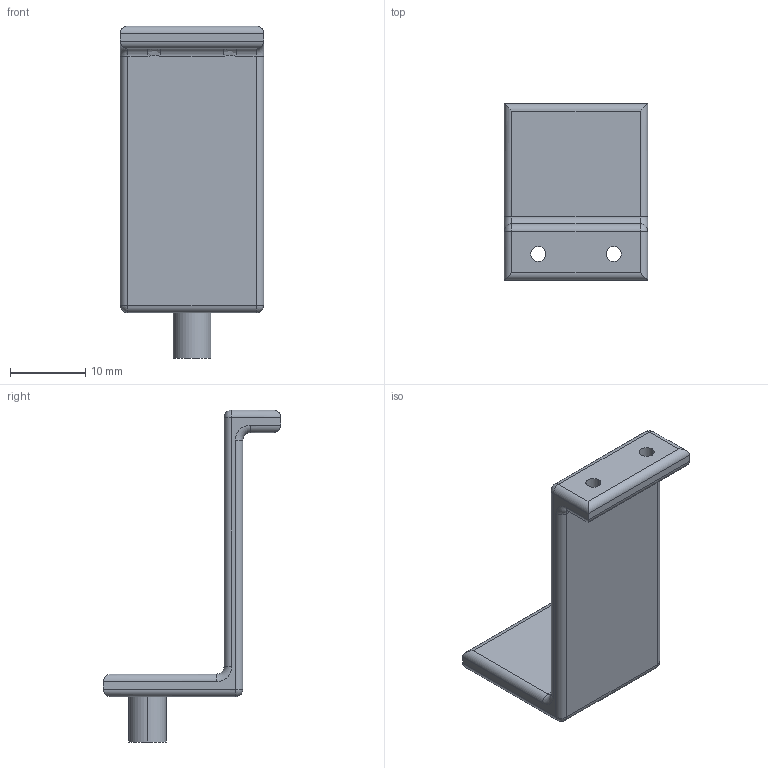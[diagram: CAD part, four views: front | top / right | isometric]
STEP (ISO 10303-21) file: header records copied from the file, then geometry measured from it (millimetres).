
FILE_DESCRIPTION (( 'STEP AP203' ), '1' );
FILE_NAME ('arm_connectorV2 modified_Default_sldprt.STEP', '2021-10-27T16:36:33', ( '' ), ( '' ), 'SwSTEP 2.0', 'SolidWorks 2021', '' );
FILE_SCHEMA (( 'CONFIG_CONTROL_DESIGN' ));
Length unit declared in the file: millimetre
Products named in the file (1): arm_connectorV2 modified_Default_sldprt
Bounding box: 19 x 23.5 x 44 mm (x, y, z)
Volume: 3035.8 mm3; surface area: 2607.3 mm2
Topology: 1 solids, 1 shells, 49 faces, 116 edges, 64 vertices
Faces by surface type: cylinder 28, plane 11, sphere 4, torus 4, bspline 2
Entity records: 1555 total; most frequent: CARTESIAN_POINT 374, DIRECTION 246, ORIENTED_EDGE 224, EDGE_CURVE 112, AXIS2_PLACEMENT_3D 96, VERTEX_POINT 64, LINE 54, VECTOR 54
